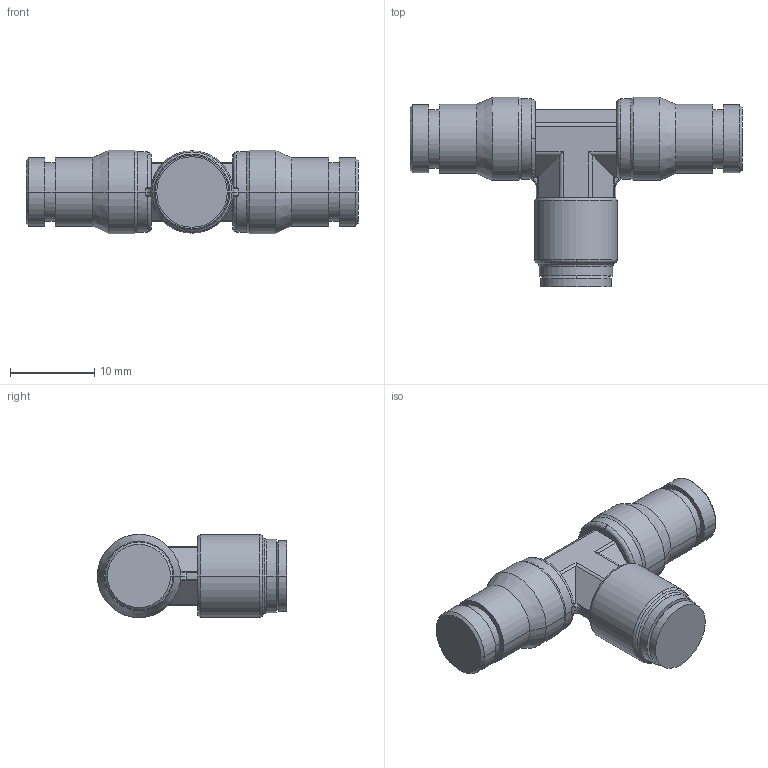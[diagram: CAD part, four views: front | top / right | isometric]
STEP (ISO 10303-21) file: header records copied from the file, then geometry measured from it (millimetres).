
FILE_DESCRIPTION(('STEP AP214'),'1');
FILE_NAME('3808_04_11.stp','2016-07-07T14:27:11',('TraceParts'),('TraceParts S.A.'),'Spatial InterOp 3D',' ',' ');
FILE_SCHEMA(('automotive_design'));
Length unit declared in the file: millimetre
Products named in the file (1): 1
Bounding box: 39.33 x 22.41 x 9.85 mm (x, y, z)
Volume: 3080.5 mm3; surface area: 1706.1 mm2
Topology: 1 solids, 1 shells, 115 faces, 293 edges, 185 vertices
Faces by surface type: cylinder 47, plane 28, torus 20, cone 20
Entity records: 3883 total; most frequent: CARTESIAN_POINT 1056, DIRECTION 616, ORIENTED_EDGE 586, EDGE_CURVE 293, AXIS2_PLACEMENT_3D 251, VERTEX_POINT 185, CIRCLE 127, EDGE_LOOP 120
